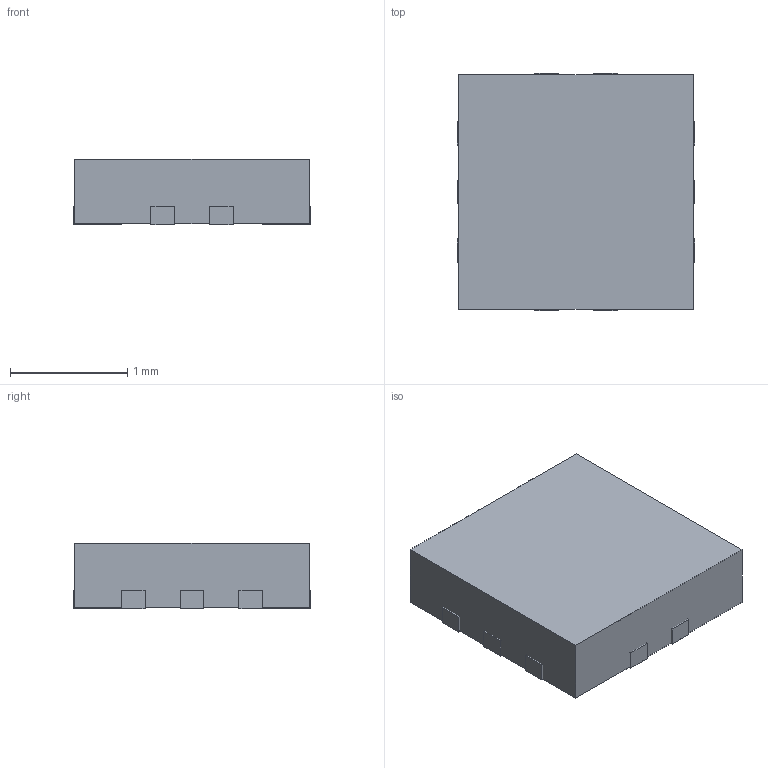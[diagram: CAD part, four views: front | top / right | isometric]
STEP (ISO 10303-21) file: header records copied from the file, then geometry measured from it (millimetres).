
FILE_DESCRIPTION(/* description */ (''),/* implementation_level */ '2;1');
FILE_NAME(/* name */ 'FC2QFN-10.step',/* time_stamp */ '2022-04-24T00:02:06+02:00',/* author */ (''),/* organization */ (''),/* preprocessor_version */ 'ST-DEVELOPER v18.1',/* originating_system */ 'Autodesk Translation Framework v10.14.0.1471',/* authorisation */ '');
FILE_SCHEMA (('AUTOMOTIVE_DESIGN { 1 0 10303 214 3 1 1 }'));
Length unit declared in the file: millimetre
Products named in the file (1): (Unsaved)
Bounding box: 2.02 x 2.02 x 0.56 mm (x, y, z)
Volume: 2.3 mm3; surface area: 16 mm2
Topology: 11 solids, 11 shells, 66 faces, 132 edges, 88 vertices
Faces by surface type: plane 66
Entity records: 1706 total; most frequent: CARTESIAN_POINT 287, DIRECTION 266, ORIENTED_EDGE 264, LINE 132, VECTOR 132, EDGE_CURVE 132, VERTEX_POINT 88, AXIS2_PLACEMENT_3D 67
